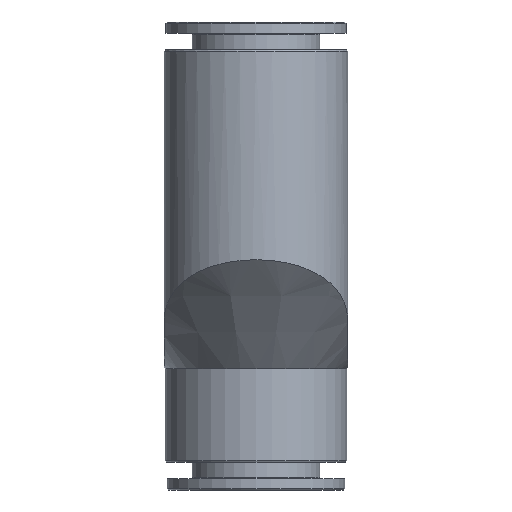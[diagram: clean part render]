
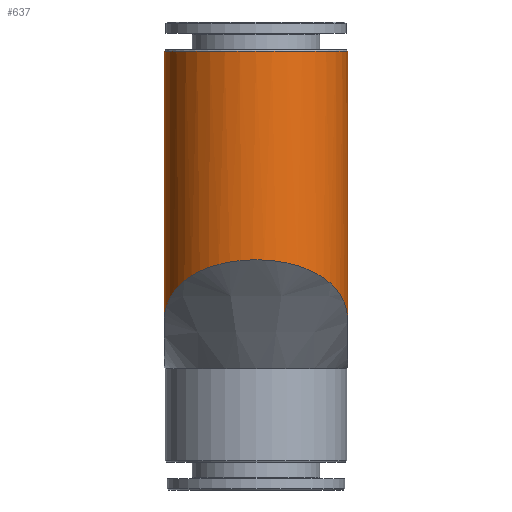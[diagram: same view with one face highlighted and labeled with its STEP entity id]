
A CAD part, left-side view. The second image highlights one B-rep face of the part: STEP entity #637.
In plain terms, the highlighted cylindrical face has radius 9.625 mm (diameter 19.25 mm), a partial arc.
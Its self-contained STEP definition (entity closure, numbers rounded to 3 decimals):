
#20=CYLINDRICAL_SURFACE('',#717,9.625);
#52=CIRCLE('',#716,9.625);
#94=ELLIPSE('',#696,10.3,9.625);
#96=ELLIPSE('',#699,10.3,9.625);
#100=ELLIPSE('',#709,13.612,9.625);
#102=ELLIPSE('',#712,13.612,9.625);
#107=LINE('',#1048,#123);
#108=LINE('',#1063,#124);
#113=LINE('',#1074,#129);
#117=LINE('',#1083,#133);
#123=VECTOR('',#803,1000.);
#124=VECTOR('',#806,1000.);
#129=VECTOR('',#813,1000.);
#133=VECTOR('',#819,1000.);
#183=ORIENTED_EDGE('',*,*,#310,.T.);
#184=ORIENTED_EDGE('',*,*,#296,.T.);
#185=ORIENTED_EDGE('',*,*,#326,.F.);
#186=ORIENTED_EDGE('',*,*,#294,.F.);
#187=ORIENTED_EDGE('',*,*,#308,.T.);
#188=ORIENTED_EDGE('',*,*,#301,.T.);
#189=ORIENTED_EDGE('',*,*,#320,.T.);
#190=ORIENTED_EDGE('',*,*,#325,.T.);
#191=ORIENTED_EDGE('',*,*,#322,.T.);
#192=ORIENTED_EDGE('',*,*,#305,.T.);
#294=EDGE_CURVE('',#371,#368,#107,.T.);
#296=EDGE_CURVE('',#374,#373,#108,.T.);
#301=EDGE_CURVE('',#379,#378,#113,.F.);
#305=EDGE_CURVE('',#383,#382,#117,.T.);
#308=EDGE_CURVE('',#371,#379,#94,.F.);
#310=EDGE_CURVE('',#382,#374,#96,.F.);
#320=EDGE_CURVE('',#378,#391,#100,.F.);
#322=EDGE_CURVE('',#393,#383,#102,.F.);
#325=EDGE_CURVE('',#391,#393,#52,.T.);
#326=EDGE_CURVE('',#368,#373,#431,.T.);
#368=VERTEX_POINT('',#1042);
#371=VERTEX_POINT('',#1047);
#373=VERTEX_POINT('',#1062);
#374=VERTEX_POINT('',#1064);
#378=VERTEX_POINT('',#1073);
#379=VERTEX_POINT('',#1075);
#382=VERTEX_POINT('',#1082);
#383=VERTEX_POINT('',#1084);
#391=VERTEX_POINT('',#1110);
#393=VERTEX_POINT('',#1116);
#431=B_SPLINE_CURVE_WITH_KNOTS('',3,(#1122,#1123,#1124,#1125,#1126,#1127,
#1128,#1129,#1130,#1131,#1132,#1133,#1134),.UNSPECIFIED.,.F.,.F.,(4,1,1,
1,1,1,1,1,1,1,4),(0.,0.004,0.008,
0.01,0.013,0.015,0.017,
0.021,0.025,0.029,0.033),
 .UNSPECIFIED.);
#445=EDGE_LOOP('',(#183,#184,#185,#186,#187,#188,#189,#190,#191,#192));
#531=FACE_BOUND('',#445,.T.);
#637=ADVANCED_FACE('',(#531),#20,.T.);
#696=AXIS2_PLACEMENT_3D('',#1088,#825,#826);
#699=AXIS2_PLACEMENT_3D('',#1091,#831,#832);
#709=AXIS2_PLACEMENT_3D('',#1111,#853,#854);
#712=AXIS2_PLACEMENT_3D('',#1115,#859,#860);
#716=AXIS2_PLACEMENT_3D('',#1120,#867,#868);
#717=AXIS2_PLACEMENT_3D('',#1121,#869,#870);
#803=DIRECTION('',(0.,0.,-1.));
#806=DIRECTION('',(0.,0.,-1.));
#813=DIRECTION('',(0.,0.,-1.));
#819=DIRECTION('',(0.,0.,-1.));
#825=DIRECTION('',(0.,0.356,-0.934));
#826=DIRECTION('',(0.,-0.934,-0.356));
#831=DIRECTION('',(0.,-0.356,-0.934));
#832=DIRECTION('',(0.,0.934,-0.356));
#853=DIRECTION('',(0.,0.707,-0.707));
#854=DIRECTION('',(0.,-0.707,-0.707));
#859=DIRECTION('',(0.,-0.707,-0.707));
#860=DIRECTION('',(0.,0.707,-0.707));
#867=DIRECTION('',(0.,0.,-1.));
#868=DIRECTION('',(-1.,0.,0.));
#869=DIRECTION('',(0.,0.,-1.));
#870=DIRECTION('',(-1.,0.,0.));
#1042=CARTESIAN_POINT('',(-9.75,-9.625,-5.551));
#1047=CARTESIAN_POINT('',(-9.75,-9.625,0.));
#1048=CARTESIAN_POINT('',(-9.75,-9.625,6.));
#1062=CARTESIAN_POINT('',(-9.75,9.625,-5.551));
#1063=CARTESIAN_POINT('',(-9.75,9.625,6.));
#1064=CARTESIAN_POINT('',(-9.75,9.625,0.));
#1073=CARTESIAN_POINT('',(-3.144,-7.,19.167));
#1074=CARTESIAN_POINT('',(-3.144,-7.,0.));
#1075=CARTESIAN_POINT('',(-3.144,-7.,1.));
#1082=CARTESIAN_POINT('',(-3.144,7.,1.));
#1083=CARTESIAN_POINT('',(-3.144,7.,0.));
#1084=CARTESIAN_POINT('',(-3.144,7.,19.167));
#1088=CARTESIAN_POINT('',(-9.75,0.,3.667));
#1091=CARTESIAN_POINT('',(-9.75,0.,3.667));
#1110=CARTESIAN_POINT('',(-0.723,-3.34,22.827));
#1111=CARTESIAN_POINT('',(-9.75,0.,26.167));
#1115=CARTESIAN_POINT('',(-9.75,0.,26.167));
#1116=CARTESIAN_POINT('',(-0.723,3.34,22.827));
#1120=CARTESIAN_POINT('',(-9.75,0.,22.827));
#1121=CARTESIAN_POINT('',(-9.75,0.,0.));
#1122=CARTESIAN_POINT('',(-9.75,-9.625,-5.551));
#1123=CARTESIAN_POINT('',(-10.838,-9.625,-4.657));
#1124=CARTESIAN_POINT('',(-13.064,-9.263,-2.979));
#1125=CARTESIAN_POINT('',(-15.747,-7.713,-1.202));
#1126=CARTESIAN_POINT('',(-17.493,-5.83,-0.118));
#1127=CARTESIAN_POINT('',(-18.541,-4.093,0.512));
#1128=CARTESIAN_POINT('',(-19.209,-2.147,0.904));
#1129=CARTESIAN_POINT('',(-19.536,0.67,1.093));
#1130=CARTESIAN_POINT('',(-18.756,4.165,0.645));
#1131=CARTESIAN_POINT('',(-16.297,7.399,-0.839));
#1132=CARTESIAN_POINT('',(-13.089,9.254,-2.961));
#1133=CARTESIAN_POINT('',(-10.841,9.625,-4.655));
#1134=CARTESIAN_POINT('',(-9.75,9.625,-5.551));
